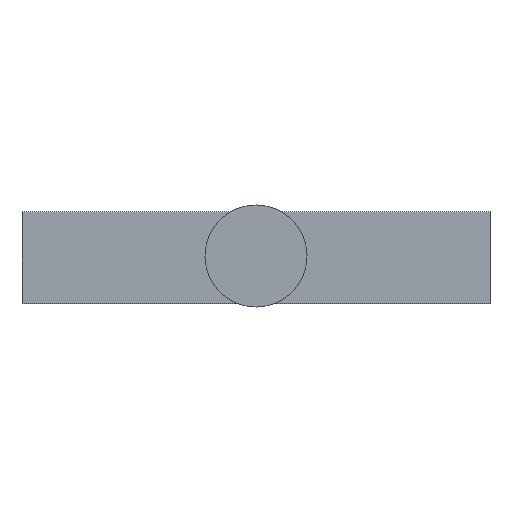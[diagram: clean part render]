
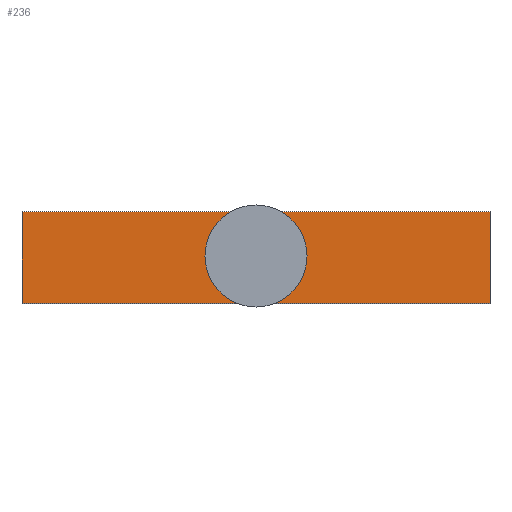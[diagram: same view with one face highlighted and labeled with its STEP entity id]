
A CAD part, top view. The second image highlights one B-rep face of the part: STEP entity #236.
In plain terms, the highlighted planar face has unit normal (0, 0, 1).
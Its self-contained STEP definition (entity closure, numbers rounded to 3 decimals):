
#22=CIRCLE('',#265,6.5);
#46=ORIENTED_EDGE('',*,*,#100,.T.);
#47=ORIENTED_EDGE('',*,*,#101,.T.);
#48=ORIENTED_EDGE('',*,*,#88,.F.);
#49=ORIENTED_EDGE('',*,*,#102,.F.);
#50=ORIENTED_EDGE('',*,*,#99,.T.);
#88=EDGE_CURVE('',#116,#117,#136,.T.);
#99=EDGE_CURVE('',#123,#125,#147,.T.);
#100=EDGE_CURVE('',#126,#126,#22,.T.);
#101=EDGE_CURVE('',#125,#117,#148,.T.);
#102=EDGE_CURVE('',#123,#116,#149,.T.);
#116=VERTEX_POINT('',#357);
#117=VERTEX_POINT('',#359);
#123=VERTEX_POINT('',#376);
#125=VERTEX_POINT('',#380);
#126=VERTEX_POINT('',#384);
#136=LINE('',#358,#160);
#147=LINE('',#381,#171);
#148=LINE('',#385,#172);
#149=LINE('',#386,#173);
#160=VECTOR('',#290,1000.);
#171=VECTOR('',#307,1000.);
#172=VECTOR('',#312,1000.);
#173=VECTOR('',#313,1000.);
#183=EDGE_LOOP('',(#46));
#184=EDGE_LOOP('',(#47,#48,#49,#50));
#203=FACE_BOUND('',#183,.T.);
#204=FACE_BOUND('',#184,.T.);
#223=PLANE('',#264);
#236=ADVANCED_FACE('',(#203,#204),#223,.F.);
#264=AXIS2_PLACEMENT_3D('',#382,#308,#309);
#265=AXIS2_PLACEMENT_3D('',#383,#310,#311);
#290=DIRECTION('',(0.,-1.,0.));
#307=DIRECTION('',(0.,-1.,0.));
#308=DIRECTION('',(0.,0.,-1.));
#309=DIRECTION('',(-1.,0.,0.));
#310=DIRECTION('',(0.,0.,-1.));
#311=DIRECTION('',(1.,0.,0.));
#312=DIRECTION('',(1.,0.,0.));
#313=DIRECTION('',(1.,0.,0.));
#357=CARTESIAN_POINT('',(137.5,54.,101.5));
#358=CARTESIAN_POINT('',(137.5,54.,101.5));
#359=CARTESIAN_POINT('',(137.5,0.,101.5));
#376=CARTESIAN_POINT('',(-137.5,54.,101.5));
#380=CARTESIAN_POINT('',(-137.5,0.,101.5));
#381=CARTESIAN_POINT('',(-137.5,54.,101.5));
#382=CARTESIAN_POINT('',(-137.5,54.,101.5));
#383=CARTESIAN_POINT('',(0.,27.,101.5));
#384=CARTESIAN_POINT('',(6.5,27.,101.5));
#385=CARTESIAN_POINT('',(-137.5,0.,101.5));
#386=CARTESIAN_POINT('',(-137.5,54.,101.5));
